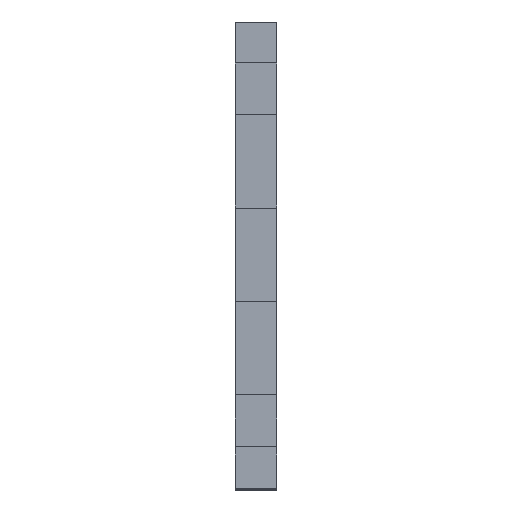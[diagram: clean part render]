
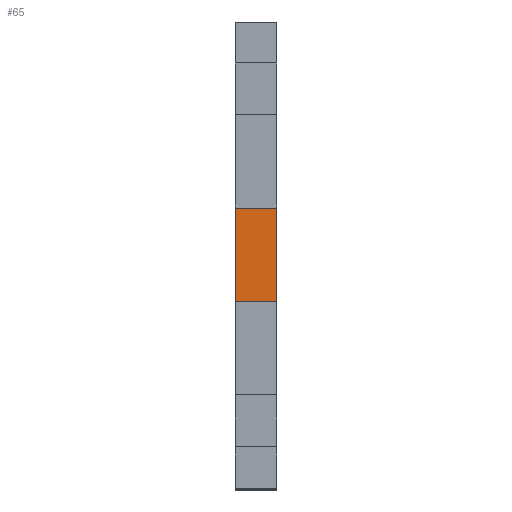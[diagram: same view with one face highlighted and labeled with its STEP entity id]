
A CAD part, top view. The second image highlights one B-rep face of the part: STEP entity #65.
In plain terms, the highlighted planar face has unit normal (0, 0, 1).
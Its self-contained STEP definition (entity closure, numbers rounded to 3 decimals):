
#65=ADVANCED_FACE('',(#183),#185,.T.);
#183=FACE_BOUND('',#184,.T.);
#184=EDGE_LOOP('',(#513,#514,#515,#516));
#185=PLANE('',#186);
#186=AXIS2_PLACEMENT_3D('',#187,#188,#189);
#187=CARTESIAN_POINT('',(0.,4.5,71.));
#188=DIRECTION('',(0.,0.,1.));
#189=DIRECTION('',(0.,-1.,0.));
#513=ORIENTED_EDGE('',*,*,#639,.T.);
#514=ORIENTED_EDGE('',*,*,#723,.T.);
#515=ORIENTED_EDGE('',*,*,#702,.F.);
#516=ORIENTED_EDGE('',*,*,#724,.F.);
#639=EDGE_CURVE('',#766,#764,#767,.T.);
#702=EDGE_CURVE('',#890,#892,#893,.T.);
#723=EDGE_CURVE('',#764,#892,#923,.T.);
#724=EDGE_CURVE('',#766,#890,#924,.T.);
#764=VERTEX_POINT('',#974);
#766=VERTEX_POINT('',#978);
#767=LINE('',#979,#980);
#890=VERTEX_POINT('',#1226);
#892=VERTEX_POINT('',#1230);
#893=LINE('',#1231,#1232);
#923=LINE('',#1303,#1304);
#924=LINE('',#1306,#1307);
#974=CARTESIAN_POINT('',(0.,-4.5,71.));
#978=CARTESIAN_POINT('',(0.,4.5,71.));
#979=CARTESIAN_POINT('',(0.,4.5,71.));
#980=VECTOR('',#981,1.);
#981=DIRECTION('',(0.,-1.,0.));
#1226=CARTESIAN_POINT('',(4.,4.5,71.));
#1230=CARTESIAN_POINT('',(4.,-4.5,71.));
#1231=CARTESIAN_POINT('',(4.,4.5,71.));
#1232=VECTOR('',#1233,1.);
#1233=DIRECTION('',(0.,-1.,0.));
#1303=CARTESIAN_POINT('',(0.,-4.5,71.));
#1304=VECTOR('',#1305,1.);
#1305=DIRECTION('',(1.,0.,0.));
#1306=CARTESIAN_POINT('',(0.,4.5,71.));
#1307=VECTOR('',#1308,1.);
#1308=DIRECTION('',(1.,0.,0.));
